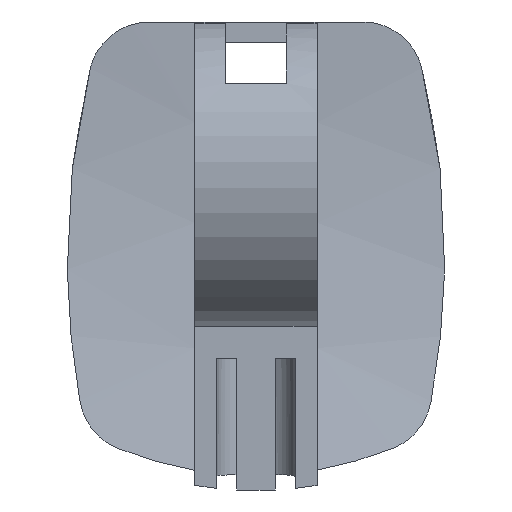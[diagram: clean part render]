
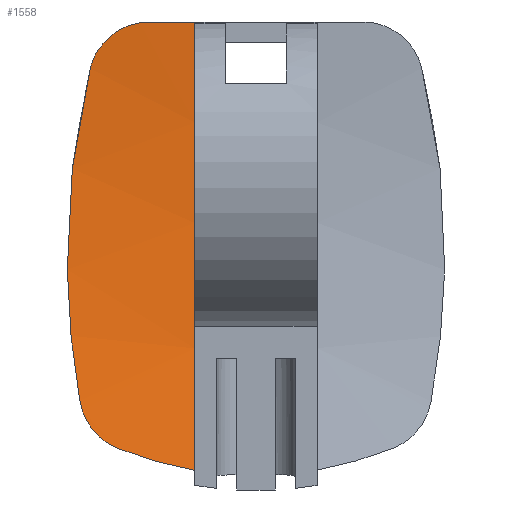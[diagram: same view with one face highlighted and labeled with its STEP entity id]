
A CAD part, front view. The second image highlights one B-rep face of the part: STEP entity #1558.
In plain terms, the highlighted free-form (B-spline) face has degree [3, 1] with [4, 2] control points.
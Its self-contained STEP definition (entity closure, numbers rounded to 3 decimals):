
#31 = ORIENTED_EDGE ( 'NONE', *, *, #1372, .T. ) ;
#32 = EDGE_CURVE ( 'NONE', #717, #1941, #1655, .T. ) ;
#66 = CARTESIAN_POINT ( 'NONE',  ( -7.861, 7.147, -8.694 ) ) ;
#72 = CARTESIAN_POINT ( 'NONE',  ( -4.308, 6.605, -10.279 ) ) ;
#85 = DIRECTION ( 'NONE',  ( -1., 0., 0. ) ) ;
#108 = VERTEX_POINT ( 'NONE', #952 ) ;
#172 = CARTESIAN_POINT ( 'NONE',  ( -5.555, 9.615, 11.5 ) ) ;
#199 = EDGE_LOOP ( 'NONE', ( #31, #807, #765, #324, #829, #814 ) ) ;
#202 = VERTEX_POINT ( 'NONE', #853 ) ;
#226 = CARTESIAN_POINT ( 'NONE',  ( -9.234, 8.83, -1.75 ) ) ;
#255 = CARTESIAN_POINT ( 'NONE',  ( -7.947, 7.178, -8.597 ) ) ;
#296 = B_SPLINE_CURVE_WITH_KNOTS ( 'NONE', 3,
 ( #390, #1211, #1705, #862, #2055, #885, #1869, #1368, #1718, #226, #539, #733, #581, #2025 ),
 .UNSPECIFIED., .F., .F.,
 ( 4, 2, 2, 2, 2, 2, 4 ),
 ( 0.002, 0.004, 0.007, 0.011, 0.013, 0.015, 0.019 ),
 .UNSPECIFIED. ) ;
#324 = ORIENTED_EDGE ( 'NONE', *, *, #32, .T. ) ;
#351 = CARTESIAN_POINT ( 'NONE',  ( -7.92, 9.655, 9.847 ) ) ;
#354 = CARTESIAN_POINT ( 'NONE',  ( -9.347, 6.474, -10.633 ) ) ;
#378 = B_SPLINE_SURFACE_WITH_KNOTS ( 'NONE', 3, 1, ( 
 ( #354, #660 ),
 ( #1522, #1014 ),
 ( #700, #1816 ),
 ( #1963, #1498 ) ),
 .UNSPECIFIED., .F., .F., .F.,
 ( 4, 4 ),
 ( 2, 2 ),
 ( 0.067, 0.911 ),
 ( 0., 1. ),
 .UNSPECIFIED. ) ;
#390 = CARTESIAN_POINT ( 'NONE',  ( -8.132, 9.661, 9.216 ) ) ;
#417 = CARTESIAN_POINT ( 'NONE',  ( -8.529, 7.487, -7.595 ) ) ;
#515 = CARTESIAN_POINT ( 'NONE',  ( -6.806, 9.629, 11.068 ) ) ;
#539 = CARTESIAN_POINT ( 'NONE',  ( -9.199, 8.711, -2.429 ) ) ;
#577 = CARTESIAN_POINT ( 'NONE',  ( -8.603, 7.558, -7.349 ) ) ;
#581 = CARTESIAN_POINT ( 'NONE',  ( -8.876, 8.001, -5.781 ) ) ;
#621 = B_SPLINE_CURVE_WITH_KNOTS ( 'NONE', 3,
 ( #993, #172, #1986, #828, #515, #1832, #1172, #351, #1462, #1011 ),
 .UNSPECIFIED., .F., .F.,
 ( 4, 2, 2, 2, 4 ),
 ( 0., 0.001, 0.002, 0.003, 0.004 ),
 .UNSPECIFIED. ) ;
#629 = CARTESIAN_POINT ( 'NONE',  ( -3., 9.615, 11.5 ) ) ;
#655 = EDGE_CURVE ( 'NONE', #108, #717, #296, .T. ) ;
#660 = CARTESIAN_POINT ( 'NONE',  ( -3., 6.474, -10.633 ) ) ;
#677 = VECTOR ( 'NONE', #85, 1000. ) ;
#681 = EDGE_CURVE ( 'NONE', #1941, #1315, #2043, .T. ) ;
#700 = CARTESIAN_POINT ( 'NONE',  ( -9.347, 9.874, 4.015 ) ) ;
#717 = VERTEX_POINT ( 'NONE', #2044 ) ;
#723 = CARTESIAN_POINT ( 'NONE',  ( -3., 6.521, -10.507 ) ) ;
#733 = CARTESIAN_POINT ( 'NONE',  ( -9.045, 8.316, -4.45 ) ) ;
#758 = CARTESIAN_POINT ( 'NONE',  ( -8.321, 7.345, -8.066 ) ) ;
#765 = ORIENTED_EDGE ( 'NONE', *, *, #655, .T. ) ;
#807 = ORIENTED_EDGE ( 'NONE', *, *, #979, .T. ) ;
#814 = ORIENTED_EDGE ( 'NONE', *, *, #1997, .T. ) ;
#828 = CARTESIAN_POINT ( 'NONE',  ( -6.515, 9.624, 11.226 ) ) ;
#829 = ORIENTED_EDGE ( 'NONE', *, *, #681, .T. ) ;
#840 = FACE_OUTER_BOUND ( 'NONE', #199, .T. ) ;
#853 = CARTESIAN_POINT ( 'NONE',  ( -5.219, 9.615, 11.5 ) ) ;
#862 = CARTESIAN_POINT ( 'NONE',  ( -8.706, 9.629, 6.5 ) ) ;
#885 = CARTESIAN_POINT ( 'NONE',  ( -9.098, 9.497, 3.752 ) ) ;
#909 = CARTESIAN_POINT ( 'NONE',  ( -7.576, 7.06, -8.964 ) ) ;
#920 = CARTESIAN_POINT ( 'NONE',  ( -6.781, 6.903, -9.431 ) ) ;
#936 = B_SPLINE_CURVE_WITH_KNOTS ( 'NONE', 3,
 ( #953, #2101, #1103, #629 ),
 .UNSPECIFIED., .F., .F.,
 ( 4, 4 ),
 ( 0.072, 0.911 ),
 .UNSPECIFIED. ) ;
#952 = CARTESIAN_POINT ( 'NONE',  ( -8.132, 9.661, 9.216 ) ) ;
#953 = CARTESIAN_POINT ( 'NONE',  ( -3., 6.521, -10.507 ) ) ;
#960 = VERTEX_POINT ( 'NONE', #1802 ) ;
#979 = EDGE_CURVE ( 'NONE', #202, #108, #621, .T. ) ;
#993 = CARTESIAN_POINT ( 'NONE',  ( -5.219, 9.615, 11.5 ) ) ;
#1011 = CARTESIAN_POINT ( 'NONE',  ( -8.132, 9.661, 9.216 ) ) ;
#1014 = CARTESIAN_POINT ( 'NONE',  ( -3., 9.104, -3.587 ) ) ;
#1080 = CARTESIAN_POINT ( 'NONE',  ( -8.186, 7.275, -8.293 ) ) ;
#1103 = CARTESIAN_POINT ( 'NONE',  ( -3., 9.872, 4.059 ) ) ;
#1172 = CARTESIAN_POINT ( 'NONE',  ( -7.557, 9.646, 10.409 ) ) ;
#1211 = CARTESIAN_POINT ( 'NONE',  ( -8.298, 9.665, 8.542 ) ) ;
#1221 = CARTESIAN_POINT ( 'NONE',  ( -6.781, 6.903, -9.431 ) ) ;
#1246 = CARTESIAN_POINT ( 'NONE',  ( -6.781, 6.903, -9.431 ) ) ;
#1315 = VERTEX_POINT ( 'NONE', #1373 ) ;
#1354 = CARTESIAN_POINT ( 'NONE',  ( -5.565, 6.74, -9.911 ) ) ;
#1368 = CARTESIAN_POINT ( 'NONE',  ( -9.268, 9.137, 0.304 ) ) ;
#1372 = EDGE_CURVE ( 'NONE', #960, #202, #1894, .T. ) ;
#1373 = CARTESIAN_POINT ( 'NONE',  ( -3., 6.521, -10.507 ) ) ;
#1393 = CARTESIAN_POINT ( 'NONE',  ( -8.648, 7.631, -7.093 ) ) ;
#1462 = CARTESIAN_POINT ( 'NONE',  ( -8.052, 9.659, 9.542 ) ) ;
#1498 = CARTESIAN_POINT ( 'NONE',  ( -3., 9.615, 11.5 ) ) ;
#1522 = CARTESIAN_POINT ( 'NONE',  ( -9.347, 9.104, -3.587 ) ) ;
#1550 = CARTESIAN_POINT ( 'NONE',  ( -9.76, 9.615, 11.5 ) ) ;
#1558 = ADVANCED_FACE ( 'NONE', ( #840 ), #378, .F. ) ;
#1569 = CARTESIAN_POINT ( 'NONE',  ( -7.031, 6.937, -9.332 ) ) ;
#1578 = CARTESIAN_POINT ( 'NONE',  ( -7.676, 7.088, -8.877 ) ) ;
#1655 = B_SPLINE_CURVE_WITH_KNOTS ( 'NONE', 3,
 ( #1393, #577, #417, #758, #1080, #255, #66, #1578, #909, #1711, #1569, #1246 ),
 .UNSPECIFIED., .F., .F.,
 ( 4, 2, 2, 2, 2, 4 ),
 ( 0., 0.001, 0.002, 0.002, 0.002, 0.003 ),
 .UNSPECIFIED. ) ;
#1705 = CARTESIAN_POINT ( 'NONE',  ( -8.446, 9.659, 7.864 ) ) ;
#1711 = CARTESIAN_POINT ( 'NONE',  ( -7.26, 6.981, -9.202 ) ) ;
#1718 = CARTESIAN_POINT ( 'NONE',  ( -9.268, 9.042, -0.384 ) ) ;
#1802 = CARTESIAN_POINT ( 'NONE',  ( -3., 9.615, 11.5 ) ) ;
#1816 = CARTESIAN_POINT ( 'NONE',  ( -3., 9.874, 4.015 ) ) ;
#1832 = CARTESIAN_POINT ( 'NONE',  ( -7.333, 9.64, 10.655 ) ) ;
#1869 = CARTESIAN_POINT ( 'NONE',  ( -9.21, 9.383, 2.375 ) ) ;
#1894 = LINE ( 'NONE', #1550, #677 ) ;
#1941 = VERTEX_POINT ( 'NONE', #920 ) ;
#1963 = CARTESIAN_POINT ( 'NONE',  ( -9.347, 9.615, 11.5 ) ) ;
#1986 = CARTESIAN_POINT ( 'NONE',  ( -5.881, 9.617, 11.445 ) ) ;
#1997 = EDGE_CURVE ( 'NONE', #1315, #960, #936, .T. ) ;
#2025 = CARTESIAN_POINT ( 'NONE',  ( -8.648, 7.631, -7.093 ) ) ;
#2043 = B_SPLINE_CURVE_WITH_KNOTS ( 'NONE', 3,
 ( #1221, #1354, #72, #723 ),
 .UNSPECIFIED., .F., .F.,
 ( 4, 4 ),
 ( 0.002, 0.006 ),
 .UNSPECIFIED. ) ;
#2044 = CARTESIAN_POINT ( 'NONE',  ( -8.648, 7.631, -7.093 ) ) ;
#2055 = CARTESIAN_POINT ( 'NONE',  ( -8.818, 9.604, 5.813 ) ) ;
#2101 = CARTESIAN_POINT ( 'NONE',  ( -3., 9.113, -3.496 ) ) ;
